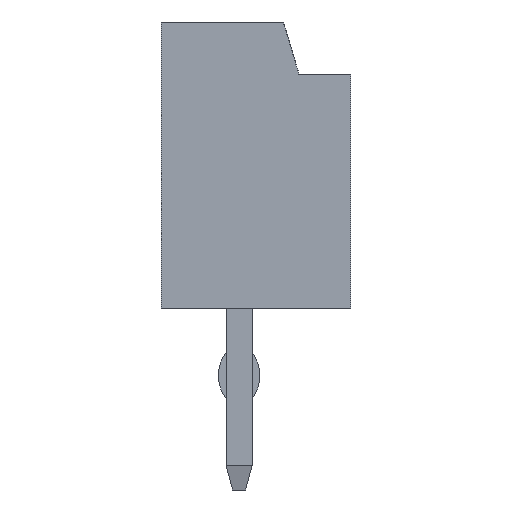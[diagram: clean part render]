
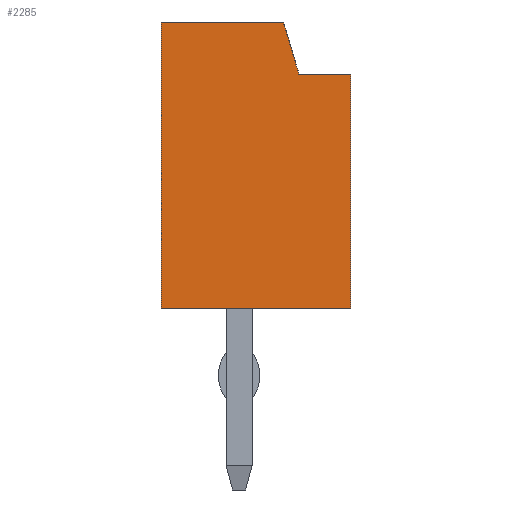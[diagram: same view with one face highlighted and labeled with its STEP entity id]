
A CAD part, left-side view. The second image highlights one B-rep face of the part: STEP entity #2285.
In plain terms, the highlighted planar face has unit normal (-1, 0, 0).
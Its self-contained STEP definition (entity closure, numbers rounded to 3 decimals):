
#48 = VERTEX_POINT('',#49);
#49 = CARTESIAN_POINT('',(-1.95,1.525,5.55));
#55 = EDGE_CURVE('',#48,#56,#58,.T.);
#56 = VERTEX_POINT('',#57);
#57 = CARTESIAN_POINT('',(-1.95,1.525,0.05));
#58 = LINE('',#59,#60);
#59 = CARTESIAN_POINT('',(-1.95,1.525,5.55));
#60 = VECTOR('',#61,1.);
#61 = DIRECTION('',(0.,0.,-1.));
#1002 = VERTEX_POINT('',#1003);
#1003 = CARTESIAN_POINT('',(-1.95,-1.125,4.55));
#1009 = EDGE_CURVE('',#1002,#1010,#1012,.T.);
#1010 = VERTEX_POINT('',#1011);
#1011 = CARTESIAN_POINT('',(-1.95,-0.825,5.55));
#1012 = LINE('',#1013,#1014);
#1013 = CARTESIAN_POINT('',(-1.95,-1.125,4.55));
#1014 = VECTOR('',#1015,1.);
#1015 = DIRECTION('',(0.,0.287,0.958));
#1080 = VERTEX_POINT('',#1081);
#1081 = CARTESIAN_POINT('',(-1.95,-2.125,4.55));
#1087 = EDGE_CURVE('',#1080,#1002,#1088,.T.);
#1088 = LINE('',#1089,#1090);
#1089 = CARTESIAN_POINT('',(-1.95,-2.125,4.55));
#1090 = VECTOR('',#1091,1.);
#1091 = DIRECTION('',(0.,1.,0.));
#1321 = VERTEX_POINT('',#1322);
#1322 = CARTESIAN_POINT('',(-1.95,-2.125,0.05));
#1328 = EDGE_CURVE('',#1080,#1321,#1329,.T.);
#1329 = LINE('',#1330,#1331);
#1330 = CARTESIAN_POINT('',(-1.95,-2.125,4.55));
#1331 = VECTOR('',#1332,1.);
#1332 = DIRECTION('',(0.,0.,-1.));
#1532 = EDGE_CURVE('',#56,#1321,#1533,.T.);
#1533 = LINE('',#1534,#1535);
#1534 = CARTESIAN_POINT('',(-1.95,1.525,0.05));
#1535 = VECTOR('',#1536,1.);
#1536 = DIRECTION('',(0.,-1.,0.));
#2285 = ADVANCED_FACE('',(#2286),#2299,.T.);
#2286 = FACE_BOUND('',#2287,.F.);
#2287 = EDGE_LOOP('',(#2288,#2289,#2290,#2291,#2292,#2298));
#2288 = ORIENTED_EDGE('',*,*,#1087,.F.);
#2289 = ORIENTED_EDGE('',*,*,#1328,.T.);
#2290 = ORIENTED_EDGE('',*,*,#1532,.F.);
#2291 = ORIENTED_EDGE('',*,*,#55,.F.);
#2292 = ORIENTED_EDGE('',*,*,#2293,.T.);
#2293 = EDGE_CURVE('',#48,#1010,#2294,.T.);
#2294 = LINE('',#2295,#2296);
#2295 = CARTESIAN_POINT('',(-1.95,1.525,5.55));
#2296 = VECTOR('',#2297,1.);
#2297 = DIRECTION('',(0.,-1.,0.));
#2298 = ORIENTED_EDGE('',*,*,#1009,.F.);
#2299 = PLANE('',#2300);
#2300 = AXIS2_PLACEMENT_3D('',#2301,#2302,#2303);
#2301 = CARTESIAN_POINT('',(-1.95,1.525,5.55));
#2302 = DIRECTION('',(-1.,0.,0.));
#2303 = DIRECTION('',(0.,0.,-1.));
